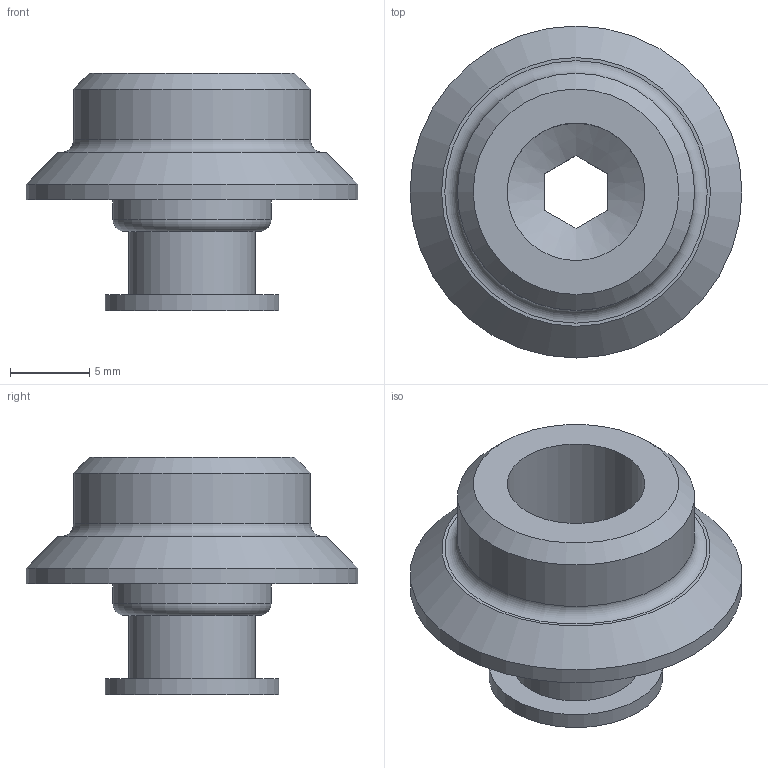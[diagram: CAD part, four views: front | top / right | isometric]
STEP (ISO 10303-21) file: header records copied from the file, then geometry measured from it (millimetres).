
FILE_DESCRIPTION( ( '' ), '1' );
FILE_NAME( '0108774.stp', '2003-09-02T13:08:39', ( 'Andreas Norlen' ), ( 'PIAB AB' ), 'XStep 1.0', 'SolidEdge V12', ' ' );
FILE_SCHEMA( ( 'automotive_design' ) );
Length unit declared in the file: millimetre
Products named in the file (1): 1
Bounding box: 21 x 21 x 15 mm (x, y, z)
Volume: 1583.5 mm3; surface area: 1561.2 mm2
Topology: 1 solids, 1 shells, 24 faces, 50 edges, 32 vertices
Faces by surface type: plane 12, cylinder 6, cone 4, torus 2
Full cylindrical faces by diameter (mm): 8 x1, 8.7 x1, 10 x1, 11 x1, 15 x1, 21 x1
Entity records: 660 total; most frequent: CARTESIAN_POINT 201, DIRECTION 90, ORIENTED_EDGE 70, AXIS2_PLACEMENT_3D 42, EDGE_LOOP 42, EDGE_CURVE 35, FACE_OUTER_BOUND 32, VERTEX_POINT 29
